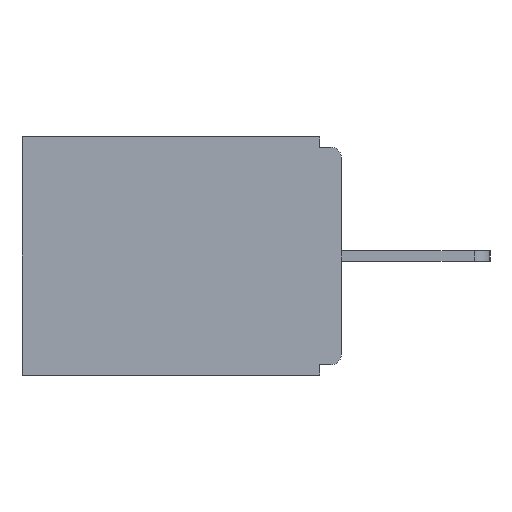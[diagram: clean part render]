
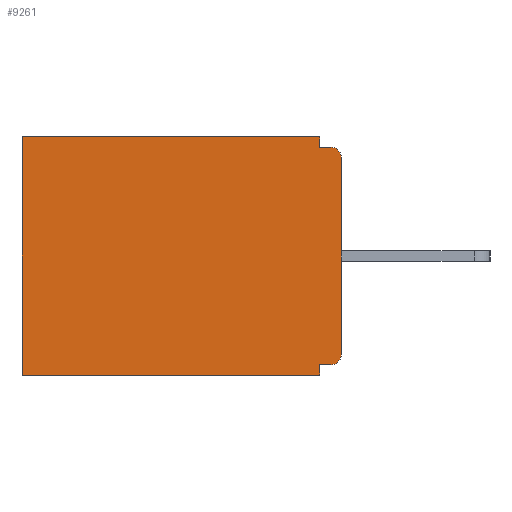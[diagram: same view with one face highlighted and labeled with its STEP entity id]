
A CAD part, left-side view. The second image highlights one B-rep face of the part: STEP entity #9261.
In plain terms, the highlighted planar face has unit normal (-1, 0, 0).
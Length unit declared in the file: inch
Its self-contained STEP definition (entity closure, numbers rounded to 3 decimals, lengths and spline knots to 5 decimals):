
#203 = CIRCLE ( 'NONE', #6089, 0.015 ) ;
#592 = DIRECTION ( 'NONE',  ( 0., 0., -1. ) ) ;
#808 = CARTESIAN_POINT ( 'NONE',  ( 0.298, 0.015, -0.313 ) ) ;
#888 = EDGE_CURVE ( 'NONE', #9994, #1568, #9593, .T. ) ;
#943 = VECTOR ( 'NONE', #592, 39.37008 ) ;
#1013 = LINE ( 'NONE', #3472, #6649 ) ;
#1019 = ORIENTED_EDGE ( 'NONE', *, *, #3894, .T. ) ;
#1278 = CARTESIAN_POINT ( 'NONE',  ( 0.298, 0.015, -0.03 ) ) ;
#1337 = CARTESIAN_POINT ( 'NONE',  ( 0.298, 0.46, -0.343 ) ) ;
#1550 = EDGE_CURVE ( 'NONE', #1783, #3641, #12331, .T. ) ;
#1568 = VERTEX_POINT ( 'NONE', #9922 ) ;
#1724 = EDGE_CURVE ( 'NONE', #9994, #3802, #11975, .T. ) ;
#1731 = EDGE_CURVE ( 'NONE', #8461, #8386, #1013, .T. ) ;
#1783 = VERTEX_POINT ( 'NONE', #13124 ) ;
#1921 = VECTOR ( 'NONE', #3520, 39.37008 ) ;
#2167 = ORIENTED_EDGE ( 'NONE', *, *, #7225, .T. ) ;
#2400 = CARTESIAN_POINT ( 'NONE',  ( 0.298, 0.031, -0.343 ) ) ;
#2453 = ORIENTED_EDGE ( 'NONE', *, *, #3464, .F. ) ;
#2624 = DIRECTION ( 'NONE',  ( 1., 0., 0. ) ) ;
#2673 = EDGE_CURVE ( 'NONE', #12907, #1783, #11695, .T. ) ;
#2762 = ORIENTED_EDGE ( 'NONE', *, *, #888, .F. ) ;
#2865 = ORIENTED_EDGE ( 'NONE', *, *, #1724, .T. ) ;
#2932 = VECTOR ( 'NONE', #5286, 39.37008 ) ;
#3380 = ORIENTED_EDGE ( 'NONE', *, *, #5128, .F. ) ;
#3464 = EDGE_CURVE ( 'NONE', #1568, #4748, #3848, .T. ) ;
#3472 = CARTESIAN_POINT ( 'NONE',  ( 0.298, 0., 0. ) ) ;
#3520 = DIRECTION ( 'NONE',  ( 0., 0., -1. ) ) ;
#3543 = ORIENTED_EDGE ( 'NONE', *, *, #1550, .F. ) ;
#3612 = LINE ( 'NONE', #5121, #2932 ) ;
#3641 = VERTEX_POINT ( 'NONE', #5773 ) ;
#3690 = VECTOR ( 'NONE', #8773, 39.37008 ) ;
#3721 = EDGE_CURVE ( 'NONE', #12907, #8386, #203, .T. ) ;
#3802 = VERTEX_POINT ( 'NONE', #7934 ) ;
#3848 = LINE ( 'NONE', #7858, #11538 ) ;
#3894 = EDGE_CURVE ( 'NONE', #8461, #4748, #10996, .T. ) ;
#4053 = VECTOR ( 'NONE', #5847, 39.37008 ) ;
#4748 = VERTEX_POINT ( 'NONE', #6340 ) ;
#4834 = LINE ( 'NONE', #9231, #1921 ) ;
#5026 = ORIENTED_EDGE ( 'NONE', *, *, #1731, .F. ) ;
#5121 = CARTESIAN_POINT ( 'NONE',  ( 0.298, 0., -0.343 ) ) ;
#5128 = EDGE_CURVE ( 'NONE', #3641, #12227, #3612, .T. ) ;
#5159 = EDGE_LOOP ( 'NONE', ( #1019, #2453, #2762, #2865, #2167, #3380, #3543, #6043, #5804, #5026 ) ) ;
#5161 = DIRECTION ( 'NONE',  ( -1., 0., 0. ) ) ;
#5163 = DIRECTION ( 'NONE',  ( 0., 0., -1. ) ) ;
#5286 = DIRECTION ( 'NONE',  ( 0., 1., 0. ) ) ;
#5670 = CARTESIAN_POINT ( 'NONE',  ( 0.298, 0., 0. ) ) ;
#5727 = AXIS2_PLACEMENT_3D ( 'NONE', #9044, #2624, #9974 ) ;
#5773 = CARTESIAN_POINT ( 'NONE',  ( 0.298, 0.031, -0.343 ) ) ;
#5804 = ORIENTED_EDGE ( 'NONE', *, *, #3721, .T. ) ;
#5847 = DIRECTION ( 'NONE',  ( 0., 1., 0. ) ) ;
#5901 = PLANE ( 'NONE',  #5727 ) ;
#6035 = DIRECTION ( 'NONE',  ( 0., -1., 0. ) ) ;
#6043 = ORIENTED_EDGE ( 'NONE', *, *, #2673, .F. ) ;
#6089 = AXIS2_PLACEMENT_3D ( 'NONE', #808, #5161, #5163 ) ;
#6099 = CARTESIAN_POINT ( 'NONE',  ( 0.298, 0.015, -0.328 ) ) ;
#6340 = CARTESIAN_POINT ( 'NONE',  ( 0.298, 0.015, -0.015 ) ) ;
#6649 = VECTOR ( 'NONE', #8338, 39.37008 ) ;
#7225 = EDGE_CURVE ( 'NONE', #3802, #12227, #4834, .T. ) ;
#7387 = CARTESIAN_POINT ( 'NONE',  ( 0.298, 0., -0.328 ) ) ;
#7858 = CARTESIAN_POINT ( 'NONE',  ( 0.298, 0., -0.015 ) ) ;
#7934 = CARTESIAN_POINT ( 'NONE',  ( 0.298, 0.46, 0. ) ) ;
#8338 = DIRECTION ( 'NONE',  ( 0., 0., -1. ) ) ;
#8351 = DIRECTION ( 'NONE',  ( 0., 0., -1. ) ) ;
#8386 = VERTEX_POINT ( 'NONE', #12135 ) ;
#8461 = VERTEX_POINT ( 'NONE', #9782 ) ;
#8606 = DIRECTION ( 'NONE',  ( -1., 0., 0. ) ) ;
#8773 = DIRECTION ( 'NONE',  ( 0., 1., 0. ) ) ;
#9044 = CARTESIAN_POINT ( 'NONE',  ( 0.298, 0., 0. ) ) ;
#9231 = CARTESIAN_POINT ( 'NONE',  ( 0.298, 0.46, 0. ) ) ;
#9261 = ADVANCED_FACE ( 'NONE', ( #13139 ), #5901, .F. ) ;
#9593 = LINE ( 'NONE', #2400, #943 ) ;
#9782 = CARTESIAN_POINT ( 'NONE',  ( 0.298, 0., -0.03 ) ) ;
#9922 = CARTESIAN_POINT ( 'NONE',  ( 0.298, 0.031, -0.015 ) ) ;
#9974 = DIRECTION ( 'NONE',  ( 0., 0., -1. ) ) ;
#9994 = VERTEX_POINT ( 'NONE', #11575 ) ;
#10731 = AXIS2_PLACEMENT_3D ( 'NONE', #1278, #8606, #8351 ) ;
#10812 = DIRECTION ( 'NONE',  ( 0., 0., -1. ) ) ;
#10996 = CIRCLE ( 'NONE', #10731, 0.015 ) ;
#11538 = VECTOR ( 'NONE', #6035, 39.37008 ) ;
#11575 = CARTESIAN_POINT ( 'NONE',  ( 0.298, 0.031, 0. ) ) ;
#11695 = LINE ( 'NONE', #7387, #3690 ) ;
#11846 = VECTOR ( 'NONE', #10812, 39.37008 ) ;
#11975 = LINE ( 'NONE', #5670, #4053 ) ;
#12135 = CARTESIAN_POINT ( 'NONE',  ( 0.298, 0., -0.313 ) ) ;
#12227 = VERTEX_POINT ( 'NONE', #1337 ) ;
#12331 = LINE ( 'NONE', #12354, #11846 ) ;
#12354 = CARTESIAN_POINT ( 'NONE',  ( 0.298, 0.031, -0.343 ) ) ;
#12907 = VERTEX_POINT ( 'NONE', #6099 ) ;
#13124 = CARTESIAN_POINT ( 'NONE',  ( 0.298, 0.031, -0.328 ) ) ;
#13139 = FACE_OUTER_BOUND ( 'NONE', #5159, .T. ) ;
